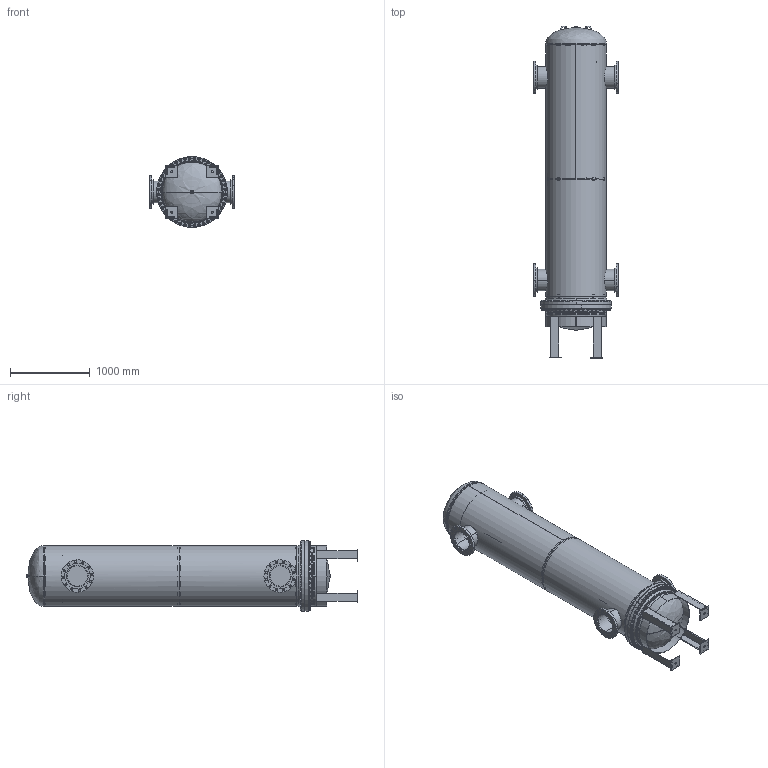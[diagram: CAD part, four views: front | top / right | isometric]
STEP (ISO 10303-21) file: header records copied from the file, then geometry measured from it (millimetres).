
FILE_DESCRIPTION (( 'STEP AP203' ), '1' );
FILE_NAME ('PSAVR-10.STEP', '2021-03-15T13:45:18', ( '' ), ( '' ), 'SwSTEP 2.0', 'SolidWorks 2021', '' );
FILE_SCHEMA (( 'CONFIG_CONTROL_DESIGN' ));
Length unit declared in the file: inch
Products named in the file (26): 99T1907; 99J1754; 99A0135; 99B3210; BACKING RINGS, .250 X 1.5 SA-36_29.625; 9500050; PSAVR-10; 9301130_7.1875; 9800583; 9200190; SORF FLANGES ASME B16.5_10 150# SA-105; 9100178_11; 99J0079; 99J0076; 9100321_20; 9461196_29.5625 BORE; 9500030; 99Q0428; 9461184_29.5625 BORE; 99B3211; 9400540; 9800814; 9800630_HHNUT 0.7500-10-D-N; 99J0080; Garlock F.F. Gaskets 150# .0625 tk_9471030
Assembly tree (132 placements, depth 3):
  PSAVR-10
    99B3211
    99B3210
    9200190
    9200190
    9500030
    9500050
    9301130_7.1875  x4
    SORF FLANGES ASME B16.5_10 150# SA-105  x4
    9461196_29.5625 BORE
    9461184_29.5625 BORE
    Garlock F.F. Gaskets 150# .0625 tk_9471030
    9800630_HHNUT 0.7500-10-D-N  x44
    9800583  x44
    99A0135  x2
      99J0076
      99J0079
      99J0080
      9800814
      9100178_11
    99J1754  x2
    9400540  x2
    99Q0428
    BACKING RINGS, .250 X 1.5 SA-36_29.625  x2
    9100321_20  x4
    99T1907  x4
Bounding box: 1066.8 x 4168.52 x 887.48 mm (x, y, z)
Volume: 94790959.7 mm3; surface area: 43877659.1 mm2
Topology: 140 solids, 140 shells, 2584 faces, 5832 edges, 3584 vertices
Faces by surface type: plane 998, cylinder 822, cone 728, torus 20, bspline 16
Full cylindrical faces by diameter (mm): 200.762 x4, 203.2 x4, 267.437 x2, 269.875 x2, 739.775 x2, 752.475 x4, 762 x2
Entity records: 31103 total; most frequent: CARTESIAN_POINT 9797, DIRECTION 3643, ORIENTED_EDGE 2922, AXIS2_PLACEMENT_3D 1546, EDGE_CURVE 1461, VERTEX_POINT 944, EDGE_LOOP 899, CIRCLE 854
